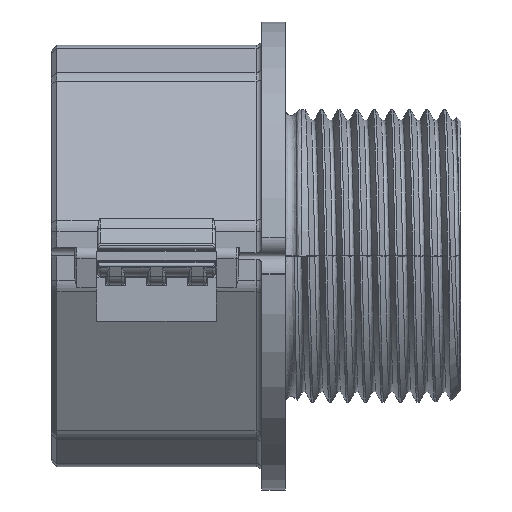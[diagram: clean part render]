
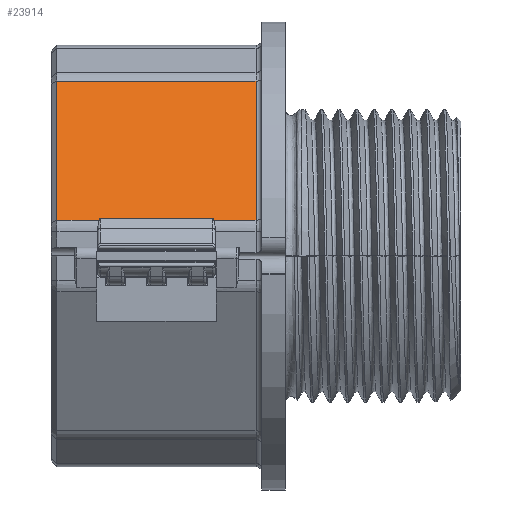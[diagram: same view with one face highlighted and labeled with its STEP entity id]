
A CAD part, front view. The second image highlights one B-rep face of the part: STEP entity #23914.
In plain terms, the highlighted planar face has unit normal (0, -0.866, 0.5).
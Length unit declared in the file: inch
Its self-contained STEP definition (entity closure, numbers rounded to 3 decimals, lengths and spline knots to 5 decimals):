
#466 = CARTESIAN_POINT ( 'NONE',  ( -0.62588, -0.74869, 0.12056 ) ) ;
#686 = VECTOR ( 'NONE', #21768, 39.37008 ) ;
#941 = EDGE_CURVE ( 'NONE', #18425, #23495, #18288, .T. ) ;
#1107 = DIRECTION ( 'NONE',  ( 1., 0., 0. ) ) ;
#1263 = B_SPLINE_CURVE_WITH_KNOTS ( 'NONE', 3,
 ( #29040, #18423, #16214, #4334 ),
 .UNSPECIFIED., .F., .F.,
 ( 4, 4 ),
 ( 0., 1. ),
 .UNSPECIFIED. ) ;
#2591 = ORIENTED_EDGE ( 'NONE', *, *, #15168, .T. ) ;
#2942 = VERTEX_POINT ( 'NONE', #6793 ) ;
#3495 = DIRECTION ( 'NONE',  ( -1., 0., 0. ) ) ;
#3792 = PLANE ( 'NONE',  #18149 ) ;
#4334 = CARTESIAN_POINT ( 'NONE',  ( -0.24026, -0.74869, 0.12056 ) ) ;
#4544 = VERTEX_POINT ( 'NONE', #27313 ) ;
#4694 = ORIENTED_EDGE ( 'NONE', *, *, #13998, .F. ) ;
#5333 = VERTEX_POINT ( 'NONE', #19706 ) ;
#5558 = CARTESIAN_POINT ( 'NONE',  ( 0., -0.47875, 0.5881 ) ) ;
#5701 = ORIENTED_EDGE ( 'NONE', *, *, #941, .T. ) ;
#5709 = DIRECTION ( 'NONE',  ( 0., -0.866, 0.5 ) ) ;
#6064 = ORIENTED_EDGE ( 'NONE', *, *, #9487, .T. ) ;
#6793 = CARTESIAN_POINT ( 'NONE',  ( -0.09843, -0.74869, 0.12056 ) ) ;
#7013 = VECTOR ( 'NONE', #20486, 39.37008 ) ;
#7795 = EDGE_CURVE ( 'NONE', #16711, #5333, #17011, .T. ) ;
#8040 = DIRECTION ( 'NONE',  ( 0., -0.5, -0.866 ) ) ;
#8110 = CARTESIAN_POINT ( 'NONE',  ( -0.76772, -0.74869, 0.12056 ) ) ;
#9023 = VECTOR ( 'NONE', #1107, 39.37008 ) ;
#9487 = EDGE_CURVE ( 'NONE', #2942, #4544, #13520, .T. ) ;
#10044 = DIRECTION ( 'NONE',  ( 1., 0., 0. ) ) ;
#10302 = EDGE_CURVE ( 'NONE', #24835, #2942, #21656, .T. ) ;
#10335 = VECTOR ( 'NONE', #10044, 39.37008 ) ;
#10460 = LINE ( 'NONE', #8110, #686 ) ;
#10945 = CARTESIAN_POINT ( 'NONE',  ( -0.6247, -0.7466, 0.12417 ) ) ;
#11607 = B_SPLINE_CURVE_WITH_KNOTS ( 'NONE', 3,
 ( #24469, #10945, #26829, #17705 ),
 .UNSPECIFIED., .F., .F.,
 ( 4, 4 ),
 ( 0., 1. ),
 .UNSPECIFIED. ) ;
#12108 = CARTESIAN_POINT ( 'NONE',  ( 0., -0.74554, 0.126 ) ) ;
#12191 = EDGE_LOOP ( 'NONE', ( #6064, #16873, #4694, #5701, #2591, #26105, #18696, #28810 ) ) ;
#13235 = CARTESIAN_POINT ( 'NONE',  ( -0.09843, -0.51143, 0.5315 ) ) ;
#13520 = LINE ( 'NONE', #13235, #20320 ) ;
#13998 = EDGE_CURVE ( 'NONE', #18425, #22077, #10460, .T. ) ;
#15168 = EDGE_CURVE ( 'NONE', #23495, #16711, #11607, .T. ) ;
#15971 = CARTESIAN_POINT ( 'NONE',  ( -0.76772, -0.74869, 0.12056 ) ) ;
#16214 = CARTESIAN_POINT ( 'NONE',  ( -0.24144, -0.7466, 0.12417 ) ) ;
#16711 = VERTEX_POINT ( 'NONE', #22803 ) ;
#16873 = ORIENTED_EDGE ( 'NONE', *, *, #18286, .T. ) ;
#17011 = LINE ( 'NONE', #12108, #10335 ) ;
#17705 = CARTESIAN_POINT ( 'NONE',  ( -0.62205, -0.74554, 0.126 ) ) ;
#18149 = AXIS2_PLACEMENT_3D ( 'NONE', #25691, #5709, #8040 ) ;
#18286 = EDGE_CURVE ( 'NONE', #4544, #22077, #18774, .T. ) ;
#18288 = LINE ( 'NONE', #22402, #7013 ) ;
#18379 = CARTESIAN_POINT ( 'NONE',  ( -0.76772, -0.47875, 0.5881 ) ) ;
#18423 = CARTESIAN_POINT ( 'NONE',  ( -0.24272, -0.74556, 0.12598 ) ) ;
#18425 = VERTEX_POINT ( 'NONE', #15971 ) ;
#18696 = ORIENTED_EDGE ( 'NONE', *, *, #23137, .T. ) ;
#18774 = LINE ( 'NONE', #5558, #20643 ) ;
#19069 = CARTESIAN_POINT ( 'NONE',  ( -0.24026, -0.74869, 0.12056 ) ) ;
#19706 = CARTESIAN_POINT ( 'NONE',  ( -0.24409, -0.74554, 0.126 ) ) ;
#20320 = VECTOR ( 'NONE', #27055, 39.37008 ) ;
#20486 = DIRECTION ( 'NONE',  ( 1., 0., 0. ) ) ;
#20643 = VECTOR ( 'NONE', #3495, 39.37008 ) ;
#21506 = CARTESIAN_POINT ( 'NONE',  ( 0., -0.74869, 0.12056 ) ) ;
#21656 = LINE ( 'NONE', #21506, #9023 ) ;
#21768 = DIRECTION ( 'NONE',  ( 0., 0.5, 0.866 ) ) ;
#22077 = VERTEX_POINT ( 'NONE', #18379 ) ;
#22402 = CARTESIAN_POINT ( 'NONE',  ( 0., -0.74869, 0.12056 ) ) ;
#22803 = CARTESIAN_POINT ( 'NONE',  ( -0.62205, -0.74554, 0.126 ) ) ;
#23137 = EDGE_CURVE ( 'NONE', #5333, #24835, #1263, .T. ) ;
#23495 = VERTEX_POINT ( 'NONE', #466 ) ;
#23914 = ADVANCED_FACE ( 'NONE', ( #28340 ), #3792, .T. ) ;
#24469 = CARTESIAN_POINT ( 'NONE',  ( -0.62588, -0.74869, 0.12056 ) ) ;
#24835 = VERTEX_POINT ( 'NONE', #19069 ) ;
#25691 = CARTESIAN_POINT ( 'NONE',  ( 0., -0.40915, 0.70866 ) ) ;
#26105 = ORIENTED_EDGE ( 'NONE', *, *, #7795, .T. ) ;
#26829 = CARTESIAN_POINT ( 'NONE',  ( -0.62342, -0.74556, 0.12598 ) ) ;
#27055 = DIRECTION ( 'NONE',  ( 0., 0.5, 0.866 ) ) ;
#27313 = CARTESIAN_POINT ( 'NONE',  ( -0.09843, -0.47875, 0.5881 ) ) ;
#28340 = FACE_OUTER_BOUND ( 'NONE', #12191, .T. ) ;
#28810 = ORIENTED_EDGE ( 'NONE', *, *, #10302, .T. ) ;
#29040 = CARTESIAN_POINT ( 'NONE',  ( -0.24409, -0.74554, 0.126 ) ) ;
